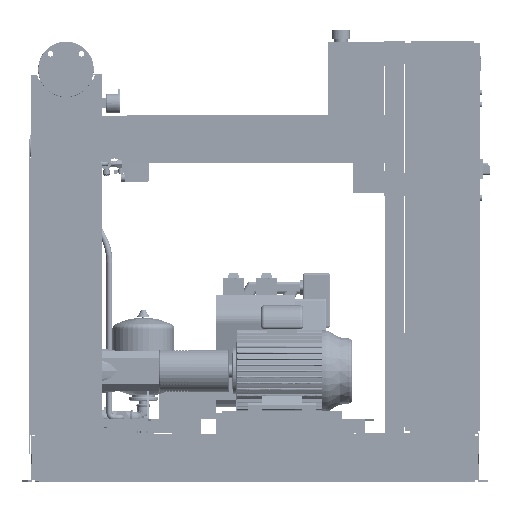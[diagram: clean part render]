
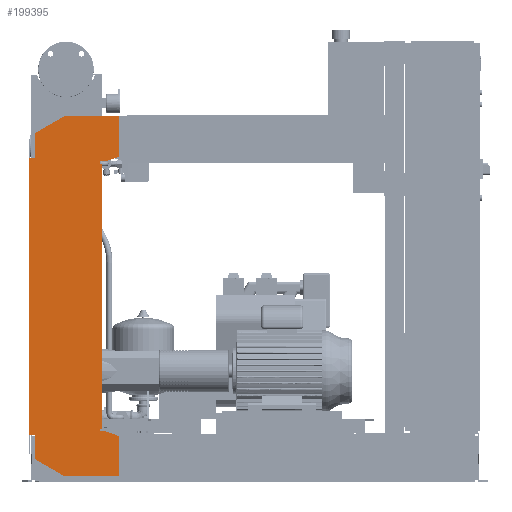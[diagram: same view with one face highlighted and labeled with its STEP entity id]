
A CAD part, front view. The second image highlights one B-rep face of the part: STEP entity #199395.
In plain terms, the highlighted free-form (B-spline) face has degree [1, 1] with [2, 2] control points.
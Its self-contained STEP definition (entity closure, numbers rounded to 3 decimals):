
#198880=CARTESIAN_POINT('',(-102.0,-565.5,1076.0));
#198881=VERTEX_POINT('',#198880);
#198888=CARTESIAN_POINT('',(-102.0,-565.5,1158.574));
#198889=VERTEX_POINT('',#198888);
#198890=CARTESIAN_POINT('',(-102.0,-565.5,1076.0));
#198891=DIRECTION('',(0.0,0.0,1.0));
#198892=VECTOR('',#198891,82.574);
#198893=LINE('',#198890,#198892);
#198894=EDGE_CURVE('',#198881,#198889,#198893,.T.);
#198912=CARTESIAN_POINT('',(-6.,-565.5,1214.0));
#198913=VERTEX_POINT('',#198912);
#198914=CARTESIAN_POINT('',(-102.0,-565.5,1158.574));
#198915=DIRECTION('',(0.866,0.0,0.5));
#198916=VECTOR('',#198915,110.851);
#198917=LINE('',#198914,#198916);
#198918=EDGE_CURVE('',#198889,#198913,#198917,.T.);
#198936=CARTESIAN_POINT('',(177.0,-565.5,1214.0));
#198937=VERTEX_POINT('',#198936);
#198938=CARTESIAN_POINT('',(-6.,-565.5,1214.0));
#198939=DIRECTION('',(1.0,0.0,0.0));
#198940=VECTOR('',#198939,183.0);
#198941=LINE('',#198938,#198940);
#198942=EDGE_CURVE('',#198913,#198937,#198941,.T.);
#198960=CARTESIAN_POINT('',(177.0,-565.5,1080.379));
#198961=VERTEX_POINT('',#198960);
#198962=CARTESIAN_POINT('',(177.0,-565.5,1214.0));
#198963=DIRECTION('',(0.0,0.0,-1.0));
#198964=VECTOR('',#198963,133.621);
#198965=LINE('',#198962,#198964);
#198966=EDGE_CURVE('',#198937,#198961,#198965,.T.);
#198984=CARTESIAN_POINT('',(132.,-565.5,1064.0));
#198985=VERTEX_POINT('',#198984);
#198986=CARTESIAN_POINT('',(177.0,-565.5,1080.379));
#198987=DIRECTION('',(-0.94,0.0,-0.342));
#198988=VECTOR('',#198987,47.888);
#198989=LINE('',#198986,#198988);
#198990=EDGE_CURVE('',#198961,#198985,#198989,.T.);
#199008=CARTESIAN_POINT('',(112.0,-565.5,1064.0));
#199009=VERTEX_POINT('',#199008);
#199010=CARTESIAN_POINT('',(132.,-565.5,1064.0));
#199011=DIRECTION('',(-1.0,0.0,0.0));
#199012=VECTOR('',#199011,20.);
#199013=LINE('',#199010,#199012);
#199014=EDGE_CURVE('',#198985,#199009,#199013,.T.);
#199032=CARTESIAN_POINT('',(112.0,-565.5,1056.0));
#199033=VERTEX_POINT('',#199032);
#199034=CARTESIAN_POINT('',(112.0,-565.5,1064.0));
#199035=DIRECTION('',(0.0,0.0,-1.0));
#199036=VECTOR('',#199035,8.0);
#199037=LINE('',#199034,#199036);
#199038=EDGE_CURVE('',#199009,#199033,#199037,.T.);
#199056=CARTESIAN_POINT('',(120.,-565.5,1056.0));
#199057=VERTEX_POINT('',#199056);
#199058=CARTESIAN_POINT('',(112.0,-565.5,1056.0));
#199059=DIRECTION('',(1.0,0.0,0.0));
#199060=VECTOR('',#199059,8.);
#199061=LINE('',#199058,#199060);
#199062=EDGE_CURVE('',#199033,#199057,#199061,.T.);
#199080=CARTESIAN_POINT('',(120.,-565.5,176.));
#199081=VERTEX_POINT('',#199080);
#199092=CARTESIAN_POINT('',(120.,-565.5,1056.0));
#199093=DIRECTION('',(0.0,0.0,-1.0));
#199094=VECTOR('',#199093,880.);
#199095=LINE('',#199092,#199094);
#199096=EDGE_CURVE('',#199057,#199081,#199095,.T.);
#199110=CARTESIAN_POINT('',(112.,-565.5,176.));
#199111=VERTEX_POINT('',#199110);
#199112=CARTESIAN_POINT('',(120.,-565.5,176.));
#199113=DIRECTION('',(-1.0,0.0,0.0));
#199114=VECTOR('',#199113,8.);
#199115=LINE('',#199112,#199114);
#199116=EDGE_CURVE('',#199081,#199111,#199115,.T.);
#199134=CARTESIAN_POINT('',(112.,-565.5,168.));
#199135=VERTEX_POINT('',#199134);
#199136=CARTESIAN_POINT('',(112.,-565.5,176.));
#199137=DIRECTION('',(0.0,0.0,-1.0));
#199138=VECTOR('',#199137,8.0);
#199139=LINE('',#199136,#199138);
#199140=EDGE_CURVE('',#199111,#199135,#199139,.T.);
#199158=CARTESIAN_POINT('',(132.,-565.5,168.));
#199159=VERTEX_POINT('',#199158);
#199160=CARTESIAN_POINT('',(112.,-565.5,168.));
#199161=DIRECTION('',(1.0,0.0,0.0));
#199162=VECTOR('',#199161,20.0);
#199163=LINE('',#199160,#199162);
#199164=EDGE_CURVE('',#199135,#199159,#199163,.T.);
#199182=CARTESIAN_POINT('',(177.,-565.5,151.621));
#199183=VERTEX_POINT('',#199182);
#199184=CARTESIAN_POINT('',(132.,-565.5,168.));
#199185=DIRECTION('',(0.94,0.0,-0.342));
#199186=VECTOR('',#199185,47.888);
#199187=LINE('',#199184,#199186);
#199188=EDGE_CURVE('',#199159,#199183,#199187,.T.);
#199206=CARTESIAN_POINT('',(177.,-565.5,18.0));
#199207=VERTEX_POINT('',#199206);
#199208=CARTESIAN_POINT('',(177.,-565.5,151.621));
#199209=DIRECTION('',(0.0,0.0,-1.0));
#199210=VECTOR('',#199209,133.621);
#199211=LINE('',#199208,#199210);
#199212=EDGE_CURVE('',#199183,#199207,#199211,.T.);
#199230=CARTESIAN_POINT('',(-4.,-565.5,18.0));
#199231=VERTEX_POINT('',#199230);
#199232=CARTESIAN_POINT('',(177.,-565.5,18.0));
#199233=DIRECTION('',(-1.0,0.0,0.0));
#199234=VECTOR('',#199233,181.);
#199235=LINE('',#199232,#199234);
#199236=EDGE_CURVE('',#199207,#199231,#199235,.T.);
#199254=CARTESIAN_POINT('',(-102.,-565.5,74.58));
#199255=VERTEX_POINT('',#199254);
#199256=CARTESIAN_POINT('',(-4.,-565.5,18.0));
#199257=DIRECTION('',(-0.866,0.0,0.5));
#199258=VECTOR('',#199257,113.161);
#199259=LINE('',#199256,#199258);
#199260=EDGE_CURVE('',#199231,#199255,#199259,.T.);
#199278=CARTESIAN_POINT('',(-102.,-565.5,156.0));
#199279=VERTEX_POINT('',#199278);
#199280=CARTESIAN_POINT('',(-102.,-565.5,74.58));
#199281=DIRECTION('',(0.0,0.0,1.0));
#199282=VECTOR('',#199281,81.42);
#199283=LINE('',#199280,#199282);
#199284=EDGE_CURVE('',#199255,#199279,#199283,.T.);
#199302=CARTESIAN_POINT('',(-122.,-565.5,156.0));
#199303=VERTEX_POINT('',#199302);
#199304=CARTESIAN_POINT('',(-102.,-565.5,156.0));
#199305=DIRECTION('',(-1.0,0.0,0.0));
#199306=VECTOR('',#199305,20.0);
#199307=LINE('',#199304,#199306);
#199308=EDGE_CURVE('',#199279,#199303,#199307,.T.);
#199326=CARTESIAN_POINT('',(-122.0,-565.5,1076.0));
#199327=VERTEX_POINT('',#199326);
#199340=CARTESIAN_POINT('',(-122.,-565.5,156.0));
#199341=DIRECTION('',(0.0,0.0,1.0));
#199342=VECTOR('',#199341,920.0);
#199343=LINE('',#199340,#199342);
#199344=EDGE_CURVE('',#199303,#199327,#199343,.T.);
#199358=CARTESIAN_POINT('',(-122.0,-565.5,1076.0));
#199359=DIRECTION('',(1.0,0.0,0.0));
#199360=VECTOR('',#199359,20.0);
#199361=LINE('',#199358,#199360);
#199362=EDGE_CURVE('',#199327,#198881,#199361,.T.);
#199368=CARTESIAN_POINT('',(-122.,-565.5,18.0));
#199369=CARTESIAN_POINT('',(177.0,-565.5,18.0));
#199370=CARTESIAN_POINT('',(-122.,-565.5,1214.0));
#199371=CARTESIAN_POINT('',(177.0,-565.5,1214.0));
#199372=B_SPLINE_SURFACE_WITH_KNOTS('',1,1,((#199368,#199370),(#199369,#199371)),.UNSPECIFIED.,.F.,.F.,.U.,(2,2),(2,2),(0.0,299.),(0.0,1196.0),.UNSPECIFIED.);
#199373=ORIENTED_EDGE('',*,*,#199362,.F.);
#199374=ORIENTED_EDGE('',*,*,#199344,.F.);
#199375=ORIENTED_EDGE('',*,*,#199308,.F.);
#199376=ORIENTED_EDGE('',*,*,#199284,.F.);
#199377=ORIENTED_EDGE('',*,*,#199260,.F.);
#199378=ORIENTED_EDGE('',*,*,#199236,.F.);
#199379=ORIENTED_EDGE('',*,*,#199212,.F.);
#199380=ORIENTED_EDGE('',*,*,#199188,.F.);
#199381=ORIENTED_EDGE('',*,*,#199164,.F.);
#199382=ORIENTED_EDGE('',*,*,#199140,.F.);
#199383=ORIENTED_EDGE('',*,*,#199116,.F.);
#199384=ORIENTED_EDGE('',*,*,#199096,.F.);
#199385=ORIENTED_EDGE('',*,*,#199062,.F.);
#199386=ORIENTED_EDGE('',*,*,#199038,.F.);
#199387=ORIENTED_EDGE('',*,*,#199014,.F.);
#199388=ORIENTED_EDGE('',*,*,#198990,.F.);
#199389=ORIENTED_EDGE('',*,*,#198966,.F.);
#199390=ORIENTED_EDGE('',*,*,#198942,.F.);
#199391=ORIENTED_EDGE('',*,*,#198918,.F.);
#199392=ORIENTED_EDGE('',*,*,#198894,.F.);
#199393=EDGE_LOOP('',(#199373,#199374,#199375,#199376,#199377,#199378,#199379,#199380,#199381,#199382,#199383,#199384,#199385,#199386,#199387,#199388,#199389,#199390,#199391,#199392));
#199394=FACE_OUTER_BOUND('',#199393,.T.);
#199395=ADVANCED_FACE('',(#199394),#199372,.T.);
